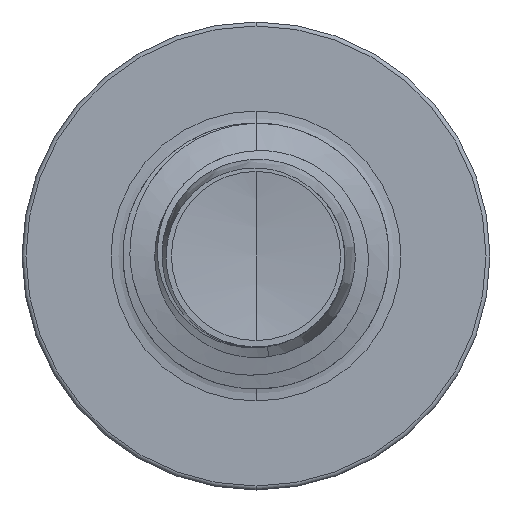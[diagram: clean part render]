
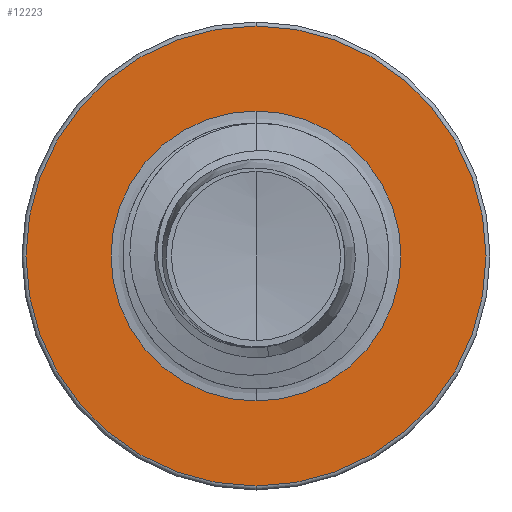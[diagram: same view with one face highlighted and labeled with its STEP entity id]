
A CAD part, front view. The second image highlights one B-rep face of the part: STEP entity #12223.
In plain terms, the highlighted planar face has unit normal (0, -1, 0).
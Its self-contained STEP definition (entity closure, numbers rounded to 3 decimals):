
#322 = ORIENTED_EDGE ( 'NONE', *, *, #12196, .F. ) ;
#446 = CARTESIAN_POINT ( 'NONE',  ( 0., 2.5, 1.363 ) ) ;
#564 = DIRECTION ( 'NONE',  ( 0., 0., 1. ) ) ;
#578 = DIRECTION ( 'NONE',  ( 0., 1., 0. ) ) ;
#582 = CARTESIAN_POINT ( 'NONE',  ( 0., 2.5, 0. ) ) ;
#603 = VERTEX_POINT ( 'NONE', #6076 ) ;
#741 = DIRECTION ( 'NONE',  ( 0., 1., 0. ) ) ;
#2158 = CIRCLE ( 'NONE', #6109, 2.163 ) ;
#2234 = DIRECTION ( 'NONE',  ( 0., 1., 0. ) ) ;
#3045 = FACE_BOUND ( 'NONE', #8098, .T. ) ;
#3388 = PLANE ( 'NONE',  #11816 ) ;
#3392 = CIRCLE ( 'NONE', #7988, 1.363 ) ;
#3589 = VERTEX_POINT ( 'NONE', #5750 ) ;
#3638 = CARTESIAN_POINT ( 'NONE',  ( 0., 2.5, 2.163 ) ) ;
#4037 = EDGE_LOOP ( 'NONE', ( #322, #6705 ) ) ;
#5037 = DIRECTION ( 'NONE',  ( 0., 1., 0. ) ) ;
#5750 = CARTESIAN_POINT ( 'NONE',  ( 0., 2.5, -2.163 ) ) ;
#6076 = CARTESIAN_POINT ( 'NONE',  ( 0., 2.5, -1.363 ) ) ;
#6109 = AXIS2_PLACEMENT_3D ( 'NONE', #582, #578, #564 ) ;
#6430 = CIRCLE ( 'NONE', #9830, 2.163 ) ;
#6705 = ORIENTED_EDGE ( 'NONE', *, *, #9578, .F. ) ;
#6802 = DIRECTION ( 'NONE',  ( 0., 0., 1. ) ) ;
#7856 = CARTESIAN_POINT ( 'NONE',  ( 0., 2.5, 0. ) ) ;
#7904 = CARTESIAN_POINT ( 'NONE',  ( 0., 2.5, -1.363 ) ) ;
#7988 = AXIS2_PLACEMENT_3D ( 'NONE', #7856, #741, #8882 ) ;
#8098 = EDGE_LOOP ( 'NONE', ( #9460, #11465 ) ) ;
#8882 = DIRECTION ( 'NONE',  ( 0., 0., 1. ) ) ;
#8917 = CARTESIAN_POINT ( 'NONE',  ( 0., 2.5, 0. ) ) ;
#9460 = ORIENTED_EDGE ( 'NONE', *, *, #10588, .T. ) ;
#9578 = EDGE_CURVE ( 'NONE', #3589, #12376, #2158, .T. ) ;
#9765 = DIRECTION ( 'NONE',  ( 0., 0., 1. ) ) ;
#9830 = AXIS2_PLACEMENT_3D ( 'NONE', #8917, #2234, #9765 ) ;
#10058 = AXIS2_PLACEMENT_3D ( 'NONE', #10848, #5037, #11597 ) ;
#10588 = EDGE_CURVE ( 'NONE', #11440, #603, #10949, .T. ) ;
#10848 = CARTESIAN_POINT ( 'NONE',  ( 0., 2.5, 0. ) ) ;
#10949 = CIRCLE ( 'NONE', #10058, 1.363 ) ;
#11440 = VERTEX_POINT ( 'NONE', #446 ) ;
#11465 = ORIENTED_EDGE ( 'NONE', *, *, #12148, .T. ) ;
#11597 = DIRECTION ( 'NONE',  ( 0., 0., 1. ) ) ;
#11816 = AXIS2_PLACEMENT_3D ( 'NONE', #7904, #11976, #6802 ) ;
#11976 = DIRECTION ( 'NONE',  ( 0., 1., 0. ) ) ;
#12148 = EDGE_CURVE ( 'NONE', #603, #11440, #3392, .T. ) ;
#12196 = EDGE_CURVE ( 'NONE', #12376, #3589, #6430, .T. ) ;
#12223 = ADVANCED_FACE ( 'NONE', ( #12608, #3045 ), #3388, .F. ) ;
#12376 = VERTEX_POINT ( 'NONE', #3638 ) ;
#12608 = FACE_OUTER_BOUND ( 'NONE', #4037, .T. ) ;
